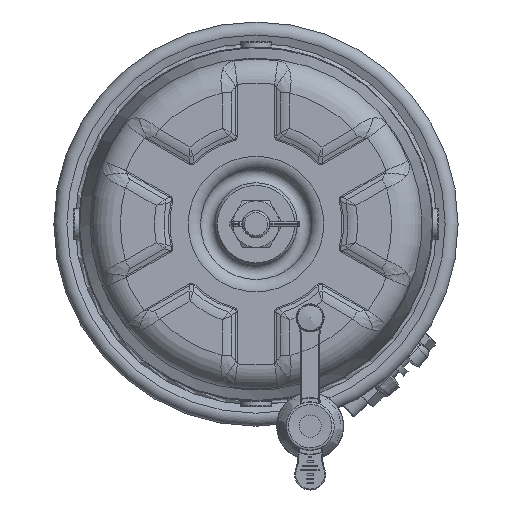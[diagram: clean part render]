
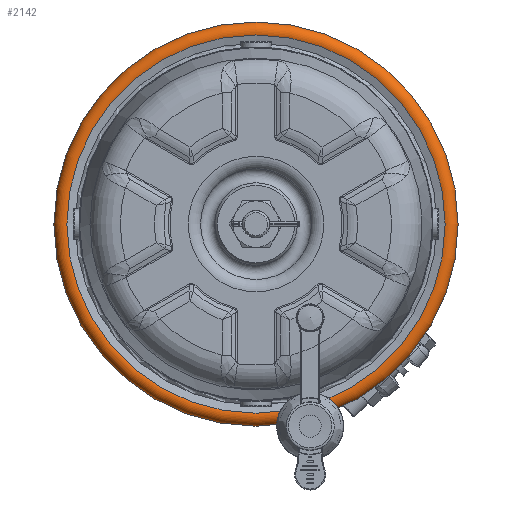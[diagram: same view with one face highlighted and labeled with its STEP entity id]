
A CAD part, left-side view. The second image highlights one B-rep face of the part: STEP entity #2142.
In plain terms, the highlighted toroidal (fillet/blend) face has major radius 99.5 mm and minor radius 5 mm.
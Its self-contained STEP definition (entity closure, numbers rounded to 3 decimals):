
#2142 = ADVANCED_FACE( '', ( #4764, #4765 ), #4766, .T. );
#4764 = FACE_OUTER_BOUND( '', #19793, .T. );
#4765 = FACE_OUTER_BOUND( '', #19794, .T. );
#4766 = TOROIDAL_SURFACE( '', #19795, 99.5, 5. );
#19793 = EDGE_LOOP( '', ( #33108 ) );
#19794 = EDGE_LOOP( '', ( #33109 ) );
#19795 = AXIS2_PLACEMENT_3D( '', #33110, #33111, #33112 );
#33108 = ORIENTED_EDGE( '', *, *, #36484, .T. );
#33109 = ORIENTED_EDGE( '', *, *, #38497, .F. );
#33110 = CARTESIAN_POINT( '', ( -173.844, 0., 0. ) );
#33111 = DIRECTION( '', ( 1., 0., 0. ) );
#33112 = DIRECTION( '', ( 0., -0.128, -0.992 ) );
#36484 = EDGE_CURVE( '', #39907, #39907, #39908, .T. );
#38497 = EDGE_CURVE( '', #42980, #42980, #42981, .T. );
#39907 = VERTEX_POINT( '', #45545 );
#39908 = CIRCLE( '', #45546, 97.79 );
#42980 = VERTEX_POINT( '', #56924 );
#42981 = CIRCLE( '', #56925, 104.5 );
#45545 = CARTESIAN_POINT( '', ( -178.543, -97.79, 0. ) );
#45546 = AXIS2_PLACEMENT_3D( '', #61083, #61084, #61085 );
#56924 = CARTESIAN_POINT( '', ( -173.844, 104.5, 0. ) );
#56925 = AXIS2_PLACEMENT_3D( '', #62501, #62502, #62503 );
#61083 = CARTESIAN_POINT( '', ( -178.543, 0., 0. ) );
#61084 = DIRECTION( '', ( 1., 0., 0. ) );
#61085 = DIRECTION( '', ( 0., -1., 0. ) );
#62501 = CARTESIAN_POINT( '', ( -173.844, 0., 0. ) );
#62502 = DIRECTION( '', ( 1., 0., 0. ) );
#62503 = DIRECTION( '', ( 0., 1., 0. ) );
